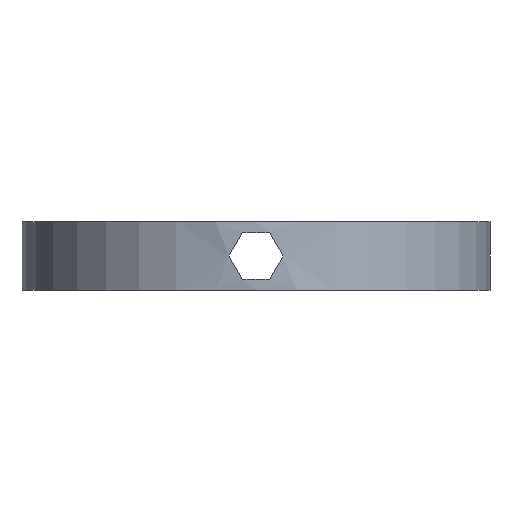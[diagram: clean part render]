
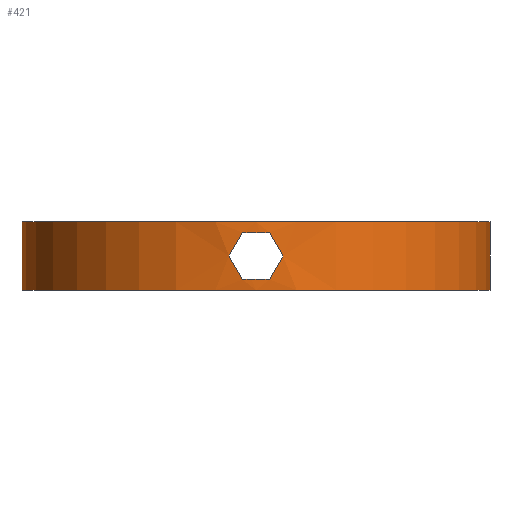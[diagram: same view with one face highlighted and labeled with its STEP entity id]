
A CAD part, front view. The second image highlights one B-rep face of the part: STEP entity #421.
In plain terms, the highlighted cylindrical face has radius 34.11 mm (diameter 68.22 mm), a partial arc.
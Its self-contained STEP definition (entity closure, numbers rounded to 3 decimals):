
#4 = CARTESIAN_POINT ( 'NONE',  ( 0., 0., 10. ) ) ;
#16 = CARTESIAN_POINT ( 'NONE',  ( 34.11, 0., 10. ) ) ;
#19 = CARTESIAN_POINT ( 'NONE',  ( 3.926, -33.883, 5. ) ) ;
#22 = DIRECTION ( 'NONE',  ( 0., 0., 1. ) ) ;
#42 = CARTESIAN_POINT ( 'NONE',  ( -34.11, 0., 10. ) ) ;
#60 = VERTEX_POINT ( 'NONE', #81 ) ;
#62 = ORIENTED_EDGE ( 'NONE', *, *, #74, .T. ) ;
#71 = CARTESIAN_POINT ( 'NONE',  ( 0., 0., 1.6 ) ) ;
#74 = EDGE_CURVE ( 'NONE', #514, #363, #636, .T. ) ;
#80 = CARTESIAN_POINT ( 'NONE',  ( 1.963, -34.053, 1.6 ) ) ;
#81 = CARTESIAN_POINT ( 'NONE',  ( 1.963, -34.053, 1.6 ) ) ;
#85 = CARTESIAN_POINT ( 'NONE',  ( 34.11, 0., 0. ) ) ;
#91 = EDGE_CURVE ( 'NONE', #60, #174, #629, .T. ) ;
#114 = VERTEX_POINT ( 'NONE', #495 ) ;
#118 = CARTESIAN_POINT ( 'NONE',  ( 0., 0., 10. ) ) ;
#127 = CIRCLE ( 'NONE', #425, 34.11 ) ;
#128 = CARTESIAN_POINT ( 'NONE',  ( -3.926, -33.883, 5. ) ) ;
#132 = CARTESIAN_POINT ( 'NONE',  ( 3.273, -33.959, 6.13 ) ) ;
#144 = CARTESIAN_POINT ( 'NONE',  ( 0., 0., 0. ) ) ;
#159 = DIRECTION ( 'NONE',  ( -1., 0., 0. ) ) ;
#162 = DIRECTION ( 'NONE',  ( 0., 0., -1. ) ) ;
#169 = EDGE_CURVE ( 'NONE', #114, #648, #304, .T. ) ;
#170 = CARTESIAN_POINT ( 'NONE',  ( -3.926, -33.883, 5. ) ) ;
#174 = VERTEX_POINT ( 'NONE', #506 ) ;
#180 = CARTESIAN_POINT ( 'NONE',  ( -3.273, -33.959, 6.13 ) ) ;
#213 = CYLINDRICAL_SURFACE ( 'NONE', #254, 34.11 ) ;
#218 = AXIS2_PLACEMENT_3D ( 'NONE', #144, #22, #349 ) ;
#219 = AXIS2_PLACEMENT_3D ( 'NONE', #582, #322, #534 ) ;
#224 = VERTEX_POINT ( 'NONE', #42 ) ;
#229 = DIRECTION ( 'NONE',  ( -1., 0., 0. ) ) ;
#231 =( BOUNDED_CURVE ( )  B_SPLINE_CURVE ( 3, ( #170, #180, #380, #440 ),
 .UNSPECIFIED., .F., .F. ) 
 B_SPLINE_CURVE_WITH_KNOTS ( ( 4, 4 ),
 ( 1.455, 1.513 ),
 .UNSPECIFIED. ) 
 CURVE ( )  GEOMETRIC_REPRESENTATION_ITEM ( )  RATIONAL_B_SPLINE_CURVE ( ( 1., 1., 1., 1. ) ) 
 REPRESENTATION_ITEM ( '' )  );
#233 = LINE ( 'NONE', #273, #515 ) ;
#240 = EDGE_CURVE ( 'NONE', #174, #622, #342, .T. ) ;
#246 = CARTESIAN_POINT ( 'NONE',  ( -3.273, -33.959, 3.87 ) ) ;
#247 = CARTESIAN_POINT ( 'NONE',  ( 2.619, -34.016, 7.264 ) ) ;
#254 = AXIS2_PLACEMENT_3D ( 'NONE', #4, #162, #159 ) ;
#260 = CARTESIAN_POINT ( 'NONE',  ( -34.11, 0., 0. ) ) ;
#273 = CARTESIAN_POINT ( 'NONE',  ( -34.11, 0., 10. ) ) ;
#274 = ORIENTED_EDGE ( 'NONE', *, *, #532, .T. ) ;
#275 = DIRECTION ( 'NONE',  ( 0., 0., -1. ) ) ;
#279 = DIRECTION ( 'NONE',  ( 0., 0., -1. ) ) ;
#280 = CIRCLE ( 'NONE', #219, 34.11 ) ;
#304 =( BOUNDED_CURVE ( )  B_SPLINE_CURVE ( 3, ( #405, #247, #132, #490 ),
 .UNSPECIFIED., .F., .T. ) 
 B_SPLINE_CURVE_WITH_KNOTS ( ( 4, 4 ),
 ( 4.77, 4.828 ),
 .UNSPECIFIED. ) 
 CURVE ( )  GEOMETRIC_REPRESENTATION_ITEM ( )  RATIONAL_B_SPLINE_CURVE ( ( 1., 1., 1., 1. ) ) 
 REPRESENTATION_ITEM ( '' )  );
#307 = ORIENTED_EDGE ( 'NONE', *, *, #594, .F. ) ;
#319 = EDGE_LOOP ( 'NONE', ( #274, #615, #574, #528, #581, #639 ) ) ;
#322 = DIRECTION ( 'NONE',  ( 0., 0., 1. ) ) ;
#329 = DIRECTION ( 'NONE',  ( 0., 0., 1. ) ) ;
#334 = DIRECTION ( 'NONE',  ( 0., 0., -1. ) ) ;
#342 =( BOUNDED_CURVE ( )  B_SPLINE_CURVE ( 3, ( #393, #346, #246, #350 ),
 .UNSPECIFIED., .F., .F. ) 
 B_SPLINE_CURVE_WITH_KNOTS ( ( 4, 4 ),
 ( 1.628, 1.686 ),
 .UNSPECIFIED. ) 
 CURVE ( )  GEOMETRIC_REPRESENTATION_ITEM ( )  RATIONAL_B_SPLINE_CURVE ( ( 1., 1., 1., 1. ) ) 
 REPRESENTATION_ITEM ( '' )  );
#346 = CARTESIAN_POINT ( 'NONE',  ( -2.619, -34.016, 2.736 ) ) ;
#349 = DIRECTION ( 'NONE',  ( 1., 0., 0. ) ) ;
#350 = CARTESIAN_POINT ( 'NONE',  ( -3.926, -33.883, 5. ) ) ;
#363 = VERTEX_POINT ( 'NONE', #85 ) ;
#375 = CARTESIAN_POINT ( 'NONE',  ( 3.926, -33.883, 5. ) ) ;
#378 = VERTEX_POINT ( 'NONE', #403 ) ;
#380 = CARTESIAN_POINT ( 'NONE',  ( -2.619, -34.016, 7.264 ) ) ;
#393 = CARTESIAN_POINT ( 'NONE',  ( -1.963, -34.053, 1.6 ) ) ;
#403 = CARTESIAN_POINT ( 'NONE',  ( 34.11, 0., 10. ) ) ;
#405 = CARTESIAN_POINT ( 'NONE',  ( 1.963, -34.053, 8.4 ) ) ;
#414 = FACE_BOUND ( 'NONE', #319, .T. ) ;
#417 = EDGE_LOOP ( 'NONE', ( #564, #307, #464, #62 ) ) ;
#421 = ADVANCED_FACE ( 'NONE', ( #522, #414 ), #213, .T. ) ;
#424 = AXIS2_PLACEMENT_3D ( 'NONE', #71, #279, #229 ) ;
#425 = AXIS2_PLACEMENT_3D ( 'NONE', #118, #329, #640 ) ;
#428 = VECTOR ( 'NONE', #275, 1000. ) ;
#440 = CARTESIAN_POINT ( 'NONE',  ( -1.963, -34.053, 8.4 ) ) ;
#464 = ORIENTED_EDGE ( 'NONE', *, *, #623, .T. ) ;
#481 = LINE ( 'NONE', #16, #428 ) ;
#485 = VERTEX_POINT ( 'NONE', #627 ) ;
#490 = CARTESIAN_POINT ( 'NONE',  ( 3.926, -33.883, 5. ) ) ;
#495 = CARTESIAN_POINT ( 'NONE',  ( 1.963, -34.053, 8.4 ) ) ;
#506 = CARTESIAN_POINT ( 'NONE',  ( -1.963, -34.053, 1.6 ) ) ;
#514 = VERTEX_POINT ( 'NONE', #260 ) ;
#515 = VECTOR ( 'NONE', #334, 1000. ) ;
#522 = FACE_OUTER_BOUND ( 'NONE', #417, .T. ) ;
#528 = ORIENTED_EDGE ( 'NONE', *, *, #632, .T. ) ;
#532 = EDGE_CURVE ( 'NONE', #648, #60, #557, .T. ) ;
#534 = DIRECTION ( 'NONE',  ( 1., 0., 0. ) ) ;
#541 = CARTESIAN_POINT ( 'NONE',  ( 2.619, -34.016, 2.736 ) ) ;
#557 =( BOUNDED_CURVE ( )  B_SPLINE_CURVE ( 3, ( #19, #642, #541, #80 ),
 .UNSPECIFIED., .F., .T. ) 
 B_SPLINE_CURVE_WITH_KNOTS ( ( 4, 4 ),
 ( 4.597, 4.655 ),
 .UNSPECIFIED. ) 
 CURVE ( )  GEOMETRIC_REPRESENTATION_ITEM ( )  RATIONAL_B_SPLINE_CURVE ( ( 1., 1., 1., 1. ) ) 
 REPRESENTATION_ITEM ( '' )  );
#564 = ORIENTED_EDGE ( 'NONE', *, *, #662, .F. ) ;
#574 = ORIENTED_EDGE ( 'NONE', *, *, #240, .T. ) ;
#581 = ORIENTED_EDGE ( 'NONE', *, *, #652, .T. ) ;
#582 = CARTESIAN_POINT ( 'NONE',  ( 0., 0., 8.4 ) ) ;
#594 = EDGE_CURVE ( 'NONE', #224, #378, #127, .T. ) ;
#615 = ORIENTED_EDGE ( 'NONE', *, *, #91, .T. ) ;
#622 = VERTEX_POINT ( 'NONE', #128 ) ;
#623 = EDGE_CURVE ( 'NONE', #224, #514, #233, .T. ) ;
#627 = CARTESIAN_POINT ( 'NONE',  ( -1.963, -34.053, 8.4 ) ) ;
#629 = CIRCLE ( 'NONE', #424, 34.11 ) ;
#632 = EDGE_CURVE ( 'NONE', #622, #485, #231, .T. ) ;
#636 = CIRCLE ( 'NONE', #218, 34.11 ) ;
#639 = ORIENTED_EDGE ( 'NONE', *, *, #169, .T. ) ;
#640 = DIRECTION ( 'NONE',  ( 1., 0., 0. ) ) ;
#642 = CARTESIAN_POINT ( 'NONE',  ( 3.273, -33.959, 3.87 ) ) ;
#648 = VERTEX_POINT ( 'NONE', #375 ) ;
#652 = EDGE_CURVE ( 'NONE', #485, #114, #280, .T. ) ;
#662 = EDGE_CURVE ( 'NONE', #378, #363, #481, .T. ) ;
